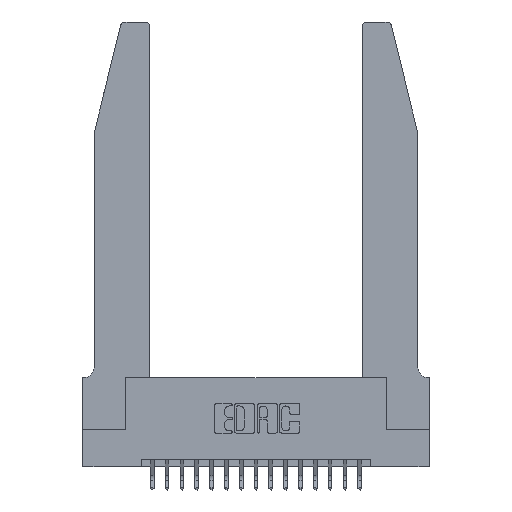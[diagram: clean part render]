
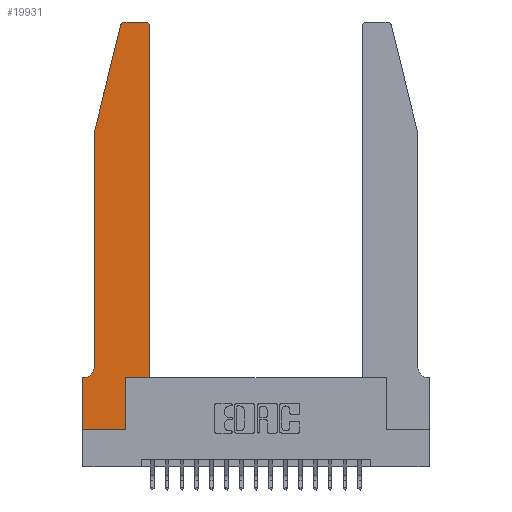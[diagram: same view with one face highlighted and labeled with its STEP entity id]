
A CAD part, top view. The second image highlights one B-rep face of the part: STEP entity #19931.
In plain terms, the highlighted planar face has unit normal (0, 0, 1).
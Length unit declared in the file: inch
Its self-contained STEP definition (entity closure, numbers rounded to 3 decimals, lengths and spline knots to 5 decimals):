
#128 = LINE ( 'NONE', #18019, #1867 ) ;
#499 = DIRECTION ( 'NONE',  ( 0., -1., 0. ) ) ;
#877 = VERTEX_POINT ( 'NONE', #2803 ) ;
#903 = CIRCLE ( 'NONE', #19904, 0.03 ) ;
#922 = DIRECTION ( 'NONE',  ( 1., 0., 0. ) ) ;
#1198 = ORIENTED_EDGE ( 'NONE', *, *, #13399, .T. ) ;
#1281 = CARTESIAN_POINT ( 'NONE',  ( 0.4205, 2.75, 0.37 ) ) ;
#1392 = VERTEX_POINT ( 'NONE', #1281 ) ;
#1605 = AXIS2_PLACEMENT_3D ( 'NONE', #12876, #19172, #14452 ) ;
#1867 = VECTOR ( 'NONE', #16372, 39.37008 ) ;
#2041 = CARTESIAN_POINT ( 'NONE',  ( 0.2865, 0., 0.37 ) ) ;
#2059 = CARTESIAN_POINT ( 'NONE',  ( 0.0755, 2., 0.37 ) ) ;
#2306 = LINE ( 'NONE', #20177, #13353 ) ;
#2633 = PLANE ( 'NONE',  #16979 ) ;
#2771 = VERTEX_POINT ( 'NONE', #2831 ) ;
#2778 = DIRECTION ( 'NONE',  ( -0.239, -0.971, 0. ) ) ;
#2803 = CARTESIAN_POINT ( 'NONE',  ( 0.25487, 2.72718, 0.37 ) ) ;
#2831 = CARTESIAN_POINT ( 'NONE',  ( 0.0055, 0.35, 0.37 ) ) ;
#2976 = VECTOR ( 'NONE', #499, 39.37008 ) ;
#3030 = VERTEX_POINT ( 'NONE', #19430 ) ;
#3058 = ORIENTED_EDGE ( 'NONE', *, *, #7014, .T. ) ;
#3062 = EDGE_CURVE ( 'NONE', #18539, #18582, #5116, .T. ) ;
#3456 = VERTEX_POINT ( 'NONE', #7910 ) ;
#3607 = ORIENTED_EDGE ( 'NONE', *, *, #14455, .T. ) ;
#3899 = ORIENTED_EDGE ( 'NONE', *, *, #15418, .T. ) ;
#3964 = CARTESIAN_POINT ( 'NONE',  ( 0.284, 2.75, 0.37 ) ) ;
#4122 = EDGE_CURVE ( 'NONE', #18582, #2771, #6294, .T. ) ;
#4173 = CARTESIAN_POINT ( 'NONE',  ( 0., 0., 0.37 ) ) ;
#4349 = CARTESIAN_POINT ( 'NONE',  ( 0., 0.35, 0.37 ) ) ;
#4683 = CARTESIAN_POINT ( 'NONE',  ( 0.4505, 2.72, 0.37 ) ) ;
#4845 = VECTOR ( 'NONE', #9222, 39.37008 ) ;
#5116 = LINE ( 'NONE', #2059, #14037 ) ;
#5556 = CARTESIAN_POINT ( 'NONE',  ( 0.284, 2.72, 0.37 ) ) ;
#5764 = CARTESIAN_POINT ( 'NONE',  ( 0.2605, 2.75, 0.37 ) ) ;
#5855 = LINE ( 'NONE', #5764, #19458 ) ;
#6204 = DIRECTION ( 'NONE',  ( 1., 0., 0. ) ) ;
#6294 = CIRCLE ( 'NONE', #14005, 0.07 ) ;
#7014 = EDGE_CURVE ( 'NONE', #2771, #13879, #128, .T. ) ;
#7153 = DIRECTION ( 'NONE',  ( 0., 0., -1. ) ) ;
#7469 = DIRECTION ( 'NONE',  ( 0., 0., 1. ) ) ;
#7708 = ORIENTED_EDGE ( 'NONE', *, *, #19141, .T. ) ;
#7853 = CARTESIAN_POINT ( 'NONE',  ( 0.4505, 0.35, 0.37 ) ) ;
#7910 = CARTESIAN_POINT ( 'NONE',  ( 0.4505, 0.35, 0.37 ) ) ;
#8553 = DIRECTION ( 'NONE',  ( -1., 0., 0. ) ) ;
#8669 = EDGE_CURVE ( 'NONE', #10981, #3030, #9447, .T. ) ;
#8685 = EDGE_CURVE ( 'NONE', #18476, #1392, #9922, .T. ) ;
#8711 = ORIENTED_EDGE ( 'NONE', *, *, #17501, .T. ) ;
#8727 = DIRECTION ( 'NONE',  ( 0., 0., 1. ) ) ;
#9079 = ORIENTED_EDGE ( 'NONE', *, *, #15884, .T. ) ;
#9222 = DIRECTION ( 'NONE',  ( 0., 1., 0. ) ) ;
#9256 = FACE_OUTER_BOUND ( 'NONE', #11794, .T. ) ;
#9447 = LINE ( 'NONE', #11294, #11464 ) ;
#9547 = CARTESIAN_POINT ( 'NONE',  ( 0.0755, 0.42, 0.37 ) ) ;
#9922 = CIRCLE ( 'NONE', #1605, 0.03 ) ;
#9942 = EDGE_CURVE ( 'NONE', #3030, #3456, #2306, .T. ) ;
#10192 = ORIENTED_EDGE ( 'NONE', *, *, #9942, .T. ) ;
#10222 = LINE ( 'NONE', #7853, #4845 ) ;
#10732 = ORIENTED_EDGE ( 'NONE', *, *, #8685, .T. ) ;
#10787 = ORIENTED_EDGE ( 'NONE', *, *, #4122, .T. ) ;
#10891 = CARTESIAN_POINT ( 'NONE',  ( 0., 0., 0.37 ) ) ;
#10905 = CARTESIAN_POINT ( 'NONE',  ( 0.0755, 2., 0.37 ) ) ;
#10981 = VERTEX_POINT ( 'NONE', #2041 ) ;
#11294 = CARTESIAN_POINT ( 'NONE',  ( 0.2865, 0.35, 0.37 ) ) ;
#11464 = VECTOR ( 'NONE', #14529, 39.37008 ) ;
#11794 = EDGE_LOOP ( 'NONE', ( #9079, #8711, #1198, #19005, #10787, #3058, #3899, #3607, #19289, #10192, #7708, #10732 ) ) ;
#12876 = CARTESIAN_POINT ( 'NONE',  ( 0.4205, 2.72, 0.37 ) ) ;
#13074 = DIRECTION ( 'NONE',  ( 0., -1., 0. ) ) ;
#13100 = CARTESIAN_POINT ( 'NONE',  ( 0., 0., 0.37 ) ) ;
#13353 = VECTOR ( 'NONE', #20244, 39.37008 ) ;
#13399 = EDGE_CURVE ( 'NONE', #877, #18539, #16593, .T. ) ;
#13527 = VECTOR ( 'NONE', #6204, 39.37008 ) ;
#13879 = VERTEX_POINT ( 'NONE', #17248 ) ;
#14005 = AXIS2_PLACEMENT_3D ( 'NONE', #16691, #7153, #8553 ) ;
#14037 = VECTOR ( 'NONE', #13074, 39.37008 ) ;
#14452 = DIRECTION ( 'NONE',  ( 1., 0., 0. ) ) ;
#14455 = EDGE_CURVE ( 'NONE', #16782, #10981, #18256, .T. ) ;
#14529 = DIRECTION ( 'NONE',  ( 0., 1., 0. ) ) ;
#15418 = EDGE_CURVE ( 'NONE', #13879, #16782, #18527, .T. ) ;
#15874 = CARTESIAN_POINT ( 'NONE',  ( 0.0755, 2., 0.37 ) ) ;
#15884 = EDGE_CURVE ( 'NONE', #1392, #17996, #5855, .T. ) ;
#16350 = VECTOR ( 'NONE', #2778, 39.37008 ) ;
#16372 = DIRECTION ( 'NONE',  ( -1., 0., 0. ) ) ;
#16593 = LINE ( 'NONE', #10905, #16350 ) ;
#16691 = CARTESIAN_POINT ( 'NONE',  ( 0.0055, 0.42, 0.37 ) ) ;
#16782 = VERTEX_POINT ( 'NONE', #10891 ) ;
#16883 = DIRECTION ( 'NONE',  ( -1., 0., 0. ) ) ;
#16979 = AXIS2_PLACEMENT_3D ( 'NONE', #4349, #7469, #17738 ) ;
#17248 = CARTESIAN_POINT ( 'NONE',  ( 0., 0.35, 0.37 ) ) ;
#17501 = EDGE_CURVE ( 'NONE', #17996, #877, #903, .T. ) ;
#17738 = DIRECTION ( 'NONE',  ( 1., 0., 0. ) ) ;
#17996 = VERTEX_POINT ( 'NONE', #3964 ) ;
#18019 = CARTESIAN_POINT ( 'NONE',  ( 0.0755, 0.35, 0.37 ) ) ;
#18256 = LINE ( 'NONE', #4173, #13527 ) ;
#18476 = VERTEX_POINT ( 'NONE', #4683 ) ;
#18527 = LINE ( 'NONE', #13100, #2976 ) ;
#18539 = VERTEX_POINT ( 'NONE', #15874 ) ;
#18582 = VERTEX_POINT ( 'NONE', #9547 ) ;
#19005 = ORIENTED_EDGE ( 'NONE', *, *, #3062, .T. ) ;
#19141 = EDGE_CURVE ( 'NONE', #3456, #18476, #10222, .T. ) ;
#19172 = DIRECTION ( 'NONE',  ( 0., 0., 1. ) ) ;
#19289 = ORIENTED_EDGE ( 'NONE', *, *, #8669, .T. ) ;
#19430 = CARTESIAN_POINT ( 'NONE',  ( 0.2865, 0.35, 0.37 ) ) ;
#19458 = VECTOR ( 'NONE', #16883, 39.37008 ) ;
#19904 = AXIS2_PLACEMENT_3D ( 'NONE', #5556, #8727, #922 ) ;
#19931 = ADVANCED_FACE ( 'NONE', ( #9256 ), #2633, .T. ) ;
#20177 = CARTESIAN_POINT ( 'NONE',  ( 0.4505, 0.35, 0.37 ) ) ;
#20244 = DIRECTION ( 'NONE',  ( 1., 0., 0. ) ) ;
